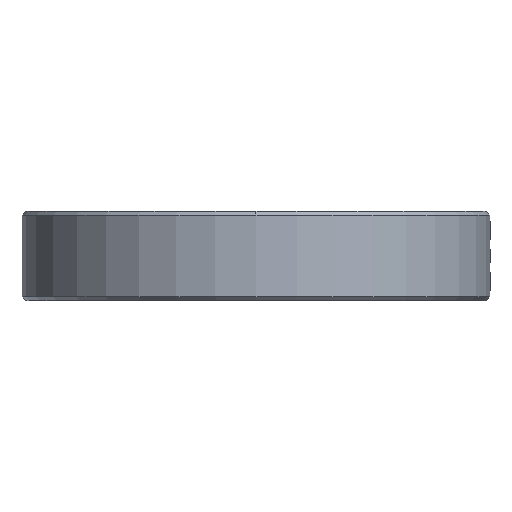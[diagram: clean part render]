
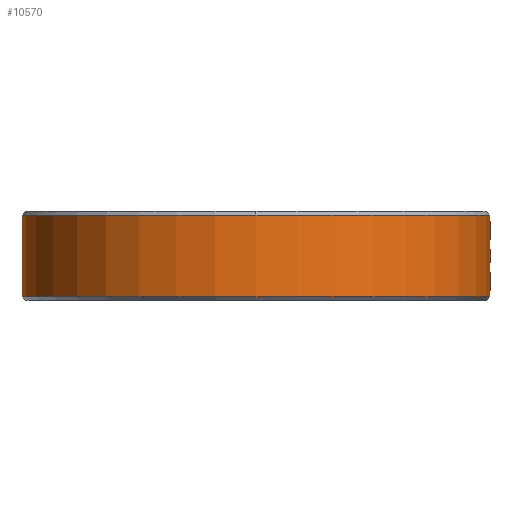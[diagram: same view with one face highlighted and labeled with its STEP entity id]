
A CAD part, left-side view. The second image highlights one B-rep face of the part: STEP entity #10570.
In plain terms, the highlighted cylindrical face has radius 63 mm (diameter 126 mm), a partial arc.
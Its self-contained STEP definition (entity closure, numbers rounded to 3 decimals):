
#13 = CARTESIAN_POINT ( 'NONE',  ( 0., 0., 5. ) ) ;
#218 = CARTESIAN_POINT ( 'NONE',  ( 0., -63., 5. ) ) ;
#643 = DIRECTION ( 'NONE',  ( 0., 0., -1. ) ) ;
#1068 = CIRCLE ( 'NONE', #9657, 63. ) ;
#1368 = LINE ( 'NONE', #4068, #1857 ) ;
#1396 = EDGE_CURVE ( 'NONE', #2027, #3072, #1068, .T. ) ;
#1857 = VECTOR ( 'NONE', #4237, 1000. ) ;
#1916 = EDGE_CURVE ( 'NONE', #6457, #6092, #2138, .T. ) ;
#2003 = DIRECTION ( 'NONE',  ( 1., 0., 0. ) ) ;
#2027 = VERTEX_POINT ( 'NONE', #218 ) ;
#2138 = CIRCLE ( 'NONE', #3247, 63. ) ;
#2854 = ORIENTED_EDGE ( 'NONE', *, *, #4229, .T. ) ;
#3072 = VERTEX_POINT ( 'NONE', #9935 ) ;
#3084 = AXIS2_PLACEMENT_3D ( 'NONE', #13, #9821, #2003 ) ;
#3118 = CARTESIAN_POINT ( 'NONE',  ( 0., -63., -17. ) ) ;
#3247 = AXIS2_PLACEMENT_3D ( 'NONE', #10611, #8909, #4362 ) ;
#3602 = LINE ( 'NONE', #9855, #6465 ) ;
#4068 = CARTESIAN_POINT ( 'NONE',  ( 0., 63., -3. ) ) ;
#4229 = EDGE_CURVE ( 'NONE', #6092, #2027, #3602, .T. ) ;
#4237 = DIRECTION ( 'NONE',  ( 0., 0., 1. ) ) ;
#4362 = DIRECTION ( 'NONE',  ( -1., 0., 0. ) ) ;
#5049 = ORIENTED_EDGE ( 'NONE', *, *, #8257, .T. ) ;
#5140 = CARTESIAN_POINT ( 'NONE',  ( 0., 0., 5. ) ) ;
#5336 = EDGE_LOOP ( 'NONE', ( #2854, #10593, #5049, #7635, #8719 ) ) ;
#6092 = VERTEX_POINT ( 'NONE', #3118 ) ;
#6284 = VERTEX_POINT ( 'NONE', #7677 ) ;
#6457 = VERTEX_POINT ( 'NONE', #7849 ) ;
#6465 = VECTOR ( 'NONE', #7087, 1000. ) ;
#6707 = DIRECTION ( 'NONE',  ( 1., 0., 0. ) ) ;
#7087 = DIRECTION ( 'NONE',  ( 0., 0., 1. ) ) ;
#7621 = CARTESIAN_POINT ( 'NONE',  ( 0., 0., -3. ) ) ;
#7635 = ORIENTED_EDGE ( 'NONE', *, *, #11410, .F. ) ;
#7677 = CARTESIAN_POINT ( 'NONE',  ( 0., 63., 5. ) ) ;
#7736 = FACE_OUTER_BOUND ( 'NONE', #5336, .T. ) ;
#7849 = CARTESIAN_POINT ( 'NONE',  ( 0., 63., -17. ) ) ;
#8107 = CIRCLE ( 'NONE', #3084, 63. ) ;
#8257 = EDGE_CURVE ( 'NONE', #3072, #6284, #8107, .T. ) ;
#8511 = DIRECTION ( 'NONE',  ( 1., 0., 0. ) ) ;
#8719 = ORIENTED_EDGE ( 'NONE', *, *, #1916, .T. ) ;
#8909 = DIRECTION ( 'NONE',  ( 0., 0., 1. ) ) ;
#8937 = AXIS2_PLACEMENT_3D ( 'NONE', #7621, #9688, #8511 ) ;
#9579 = CYLINDRICAL_SURFACE ( 'NONE', #8937, 63. ) ;
#9657 = AXIS2_PLACEMENT_3D ( 'NONE', #5140, #643, #6707 ) ;
#9688 = DIRECTION ( 'NONE',  ( 0., 0., 1. ) ) ;
#9821 = DIRECTION ( 'NONE',  ( 0., 0., -1. ) ) ;
#9855 = CARTESIAN_POINT ( 'NONE',  ( 0., -63., -3. ) ) ;
#9935 = CARTESIAN_POINT ( 'NONE',  ( -63., 0., 5. ) ) ;
#10570 = ADVANCED_FACE ( 'NONE', ( #7736 ), #9579, .T. ) ;
#10593 = ORIENTED_EDGE ( 'NONE', *, *, #1396, .T. ) ;
#10611 = CARTESIAN_POINT ( 'NONE',  ( 0., 0., -17. ) ) ;
#11410 = EDGE_CURVE ( 'NONE', #6457, #6284, #1368, .T. ) ;
